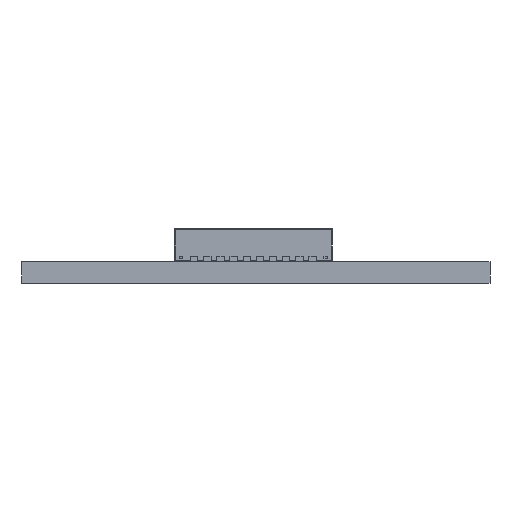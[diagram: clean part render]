
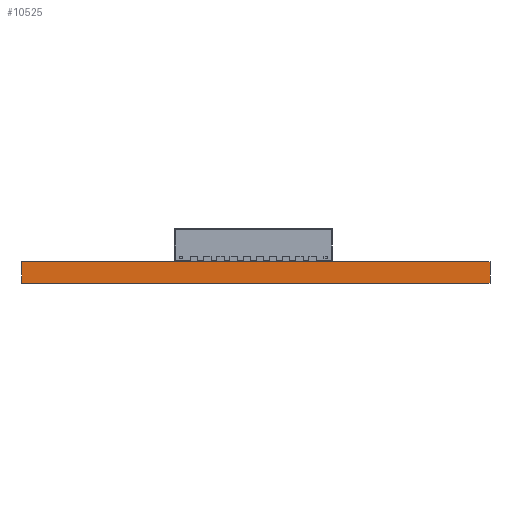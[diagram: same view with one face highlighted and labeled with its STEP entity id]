
A CAD part, front view. The second image highlights one B-rep face of the part: STEP entity #10525.
In plain terms, the highlighted planar face has unit normal (0, -1, 0).
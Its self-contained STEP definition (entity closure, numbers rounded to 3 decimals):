
#298 = PLANE('',#299);
#299 = AXIS2_PLACEMENT_3D('',#300,#301,#302);
#300 = CARTESIAN_POINT('',(29.006,-6.244,
    0.813));
#301 = DIRECTION('',(0.,0.,1.));
#302 = DIRECTION('',(0.,1.,0.));
#427 = PLANE('',#428);
#428 = AXIS2_PLACEMENT_3D('',#429,#430,#431);
#429 = CARTESIAN_POINT('',(29.006,-6.244,
    0.));
#430 = DIRECTION('',(0.,0.,1.));
#431 = DIRECTION('',(0.,1.,0.));
#574 = VERTEX_POINT('',#575);
#575 = CARTESIAN_POINT('',(1.368,-14.245,0.813
    ));
#589 = PLANE('',#590);
#590 = AXIS2_PLACEMENT_3D('',#591,#592,#593);
#591 = CARTESIAN_POINT('',(1.368,-6.244,0.813
    ));
#592 = DIRECTION('',(-1.,0.,0.));
#593 = DIRECTION('',(0.,-1.,0.));
#601 = EDGE_CURVE('',#602,#574,#604,.T.);
#602 = VERTEX_POINT('',#603);
#603 = CARTESIAN_POINT('',(19.148,-14.245,
    0.813));
#604 = SURFACE_CURVE('',#605,(#609,#616),.PCURVE_S1.);
#605 = LINE('',#606,#607);
#606 = CARTESIAN_POINT('',(29.006,-14.245,
    0.813));
#607 = VECTOR('',#608,1.);
#608 = DIRECTION('',(-1.,0.,0.));
#609 = PCURVE('',#298,#610);
#610 = DEFINITIONAL_REPRESENTATION('',(#611),#615);
#611 = LINE('',#612,#613);
#612 = CARTESIAN_POINT('',(-8.001,0.));
#613 = VECTOR('',#614,1.);
#614 = DIRECTION('',(0.,1.));
#615 = ( GEOMETRIC_REPRESENTATION_CONTEXT(2) 
PARAMETRIC_REPRESENTATION_CONTEXT() REPRESENTATION_CONTEXT('2D SPACE',''
  ) );
#616 = PCURVE('',#617,#622);
#617 = PLANE('',#618);
#618 = AXIS2_PLACEMENT_3D('',#619,#620,#621);
#619 = CARTESIAN_POINT('',(29.006,-14.245,
    0.813));
#620 = DIRECTION('',(0.,-1.,0.));
#621 = DIRECTION('',(1.,0.,0.));
#622 = DEFINITIONAL_REPRESENTATION('',(#623),#627);
#623 = LINE('',#624,#625);
#624 = CARTESIAN_POINT('',(0.,0.));
#625 = VECTOR('',#626,1.);
#626 = DIRECTION('',(-1.,0.));
#627 = ( GEOMETRIC_REPRESENTATION_CONTEXT(2) 
PARAMETRIC_REPRESENTATION_CONTEXT() REPRESENTATION_CONTEXT('2D SPACE',''
  ) );
#645 = PLANE('',#646);
#646 = AXIS2_PLACEMENT_3D('',#647,#648,#649);
#647 = CARTESIAN_POINT('',(19.148,-6.244,
    0.813));
#648 = DIRECTION('',(-1.,0.,0.));
#649 = DIRECTION('',(0.,-1.,0.));
#9169 = VERTEX_POINT('',#9170);
#9170 = CARTESIAN_POINT('',(1.368,-14.245,
    0.));
#9191 = EDGE_CURVE('',#9169,#9192,#9194,.T.);
#9192 = VERTEX_POINT('',#9193);
#9193 = CARTESIAN_POINT('',(19.148,-14.245,
    0.));
#9194 = SURFACE_CURVE('',#9195,(#9199,#9206),.PCURVE_S1.);
#9195 = LINE('',#9196,#9197);
#9196 = CARTESIAN_POINT('',(29.006,-14.245,
    0.));
#9197 = VECTOR('',#9198,1.);
#9198 = DIRECTION('',(1.,0.,0.));
#9199 = PCURVE('',#427,#9200);
#9200 = DEFINITIONAL_REPRESENTATION('',(#9201),#9205);
#9201 = LINE('',#9202,#9203);
#9202 = CARTESIAN_POINT('',(-8.001,0.));
#9203 = VECTOR('',#9204,1.);
#9204 = DIRECTION('',(0.,-1.));
#9205 = ( GEOMETRIC_REPRESENTATION_CONTEXT(2) 
PARAMETRIC_REPRESENTATION_CONTEXT() REPRESENTATION_CONTEXT('2D SPACE',''
  ) );
#9206 = PCURVE('',#617,#9207);
#9207 = DEFINITIONAL_REPRESENTATION('',(#9208),#9212);
#9208 = LINE('',#9209,#9210);
#9209 = CARTESIAN_POINT('',(0.,-0.813));
#9210 = VECTOR('',#9211,1.);
#9211 = DIRECTION('',(1.,0.));
#9212 = ( GEOMETRIC_REPRESENTATION_CONTEXT(2) 
PARAMETRIC_REPRESENTATION_CONTEXT() REPRESENTATION_CONTEXT('2D SPACE',''
  ) );
#10505 = EDGE_CURVE('',#574,#9169,#10506,.T.);
#10506 = SURFACE_CURVE('',#10507,(#10511,#10518),.PCURVE_S1.);
#10507 = LINE('',#10508,#10509);
#10508 = CARTESIAN_POINT('',(1.368,-14.245,
    0.813));
#10509 = VECTOR('',#10510,1.);
#10510 = DIRECTION('',(0.,0.,-1.));
#10511 = PCURVE('',#589,#10512);
#10512 = DEFINITIONAL_REPRESENTATION('',(#10513),#10517);
#10513 = LINE('',#10514,#10515);
#10514 = CARTESIAN_POINT('',(8.001,0.));
#10515 = VECTOR('',#10516,1.);
#10516 = DIRECTION('',(0.,-1.));
#10517 = ( GEOMETRIC_REPRESENTATION_CONTEXT(2) 
PARAMETRIC_REPRESENTATION_CONTEXT() REPRESENTATION_CONTEXT('2D SPACE',''
  ) );
#10518 = PCURVE('',#617,#10519);
#10519 = DEFINITIONAL_REPRESENTATION('',(#10520),#10524);
#10520 = LINE('',#10521,#10522);
#10521 = CARTESIAN_POINT('',(-27.637,0.));
#10522 = VECTOR('',#10523,1.);
#10523 = DIRECTION('',(0.,-1.));
#10524 = ( GEOMETRIC_REPRESENTATION_CONTEXT(2) 
PARAMETRIC_REPRESENTATION_CONTEXT() REPRESENTATION_CONTEXT('2D SPACE',''
  ) );
#10525 = ADVANCED_FACE('',(#10526),#617,.T.);
#10526 = FACE_BOUND('',#10527,.T.);
#10527 = EDGE_LOOP('',(#10528,#10529,#10530,#10531));
#10528 = ORIENTED_EDGE('',*,*,#601,.T.);
#10529 = ORIENTED_EDGE('',*,*,#10505,.T.);
#10530 = ORIENTED_EDGE('',*,*,#9191,.T.);
#10531 = ORIENTED_EDGE('',*,*,#10532,.T.);
#10532 = EDGE_CURVE('',#9192,#602,#10533,.T.);
#10533 = SURFACE_CURVE('',#10534,(#10538,#10545),.PCURVE_S1.);
#10534 = LINE('',#10535,#10536);
#10535 = CARTESIAN_POINT('',(19.148,-14.245,
    0.813));
#10536 = VECTOR('',#10537,1.);
#10537 = DIRECTION('',(0.,0.,1.));
#10538 = PCURVE('',#617,#10539);
#10539 = DEFINITIONAL_REPRESENTATION('',(#10540),#10544);
#10540 = LINE('',#10541,#10542);
#10541 = CARTESIAN_POINT('',(-9.857,0.));
#10542 = VECTOR('',#10543,1.);
#10543 = DIRECTION('',(0.,1.));
#10544 = ( GEOMETRIC_REPRESENTATION_CONTEXT(2) 
PARAMETRIC_REPRESENTATION_CONTEXT() REPRESENTATION_CONTEXT('2D SPACE',''
  ) );
#10545 = PCURVE('',#645,#10546);
#10546 = DEFINITIONAL_REPRESENTATION('',(#10547),#10551);
#10547 = LINE('',#10548,#10549);
#10548 = CARTESIAN_POINT('',(8.001,0.));
#10549 = VECTOR('',#10550,1.);
#10550 = DIRECTION('',(0.,1.));
#10551 = ( GEOMETRIC_REPRESENTATION_CONTEXT(2) 
PARAMETRIC_REPRESENTATION_CONTEXT() REPRESENTATION_CONTEXT('2D SPACE',''
  ) );
